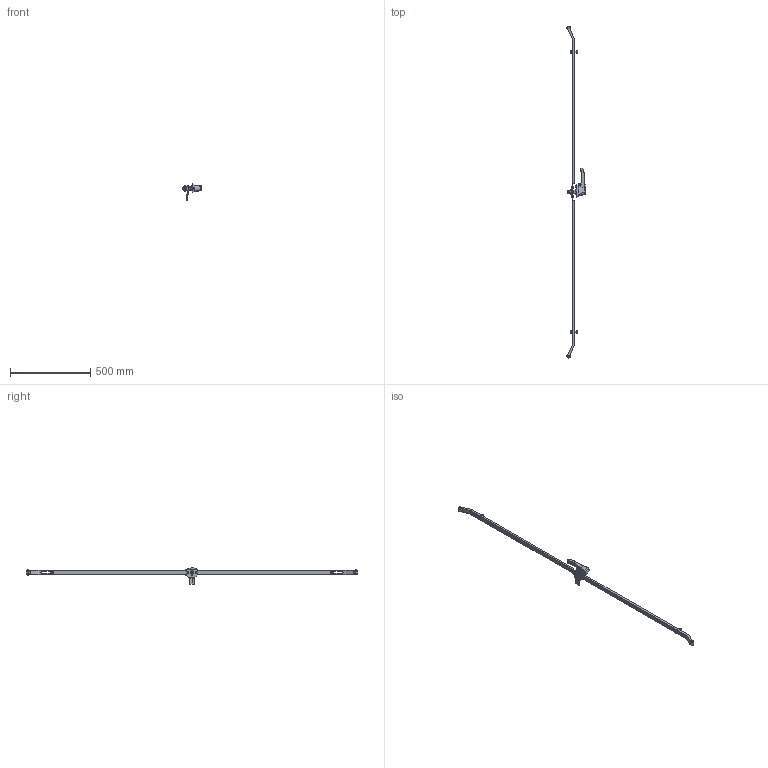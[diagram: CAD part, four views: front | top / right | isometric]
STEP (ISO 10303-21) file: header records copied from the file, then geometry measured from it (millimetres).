
FILE_DESCRIPTION (( 'STEP AP214' ), '1' );
FILE_NAME ('MHKD3.STEP', '2019-07-17T19:54:08', ( '' ), ( '' ), 'SwSTEP 2.0', 'SolidWorks 2018', '' );
FILE_SCHEMA (( 'AUTOMOTIVE_DESIGN' ));
Length unit declared in the file: inch
Products named in the file (1): MHKD3
Bounding box: 113.63 x 2069.92 x 100.96 mm (x, y, z)
Volume: 399928.3 mm3; surface area: 268759.5 mm2
Topology: 32 solids, 32 shells, 546 faces, 1327 edges, 865 vertices
Faces by surface type: plane 271, cylinder 212, bspline 49, cone 10, torus 4
Entity records: 27542 total; most frequent: CARTESIAN_POINT 7209, ORIENTED_EDGE 2650, DIRECTION 2620, EDGE_CURVE 1325, AXIS2_PLACEMENT_3D 955, VERTEX_POINT 865, LINE 710, VECTOR 710
